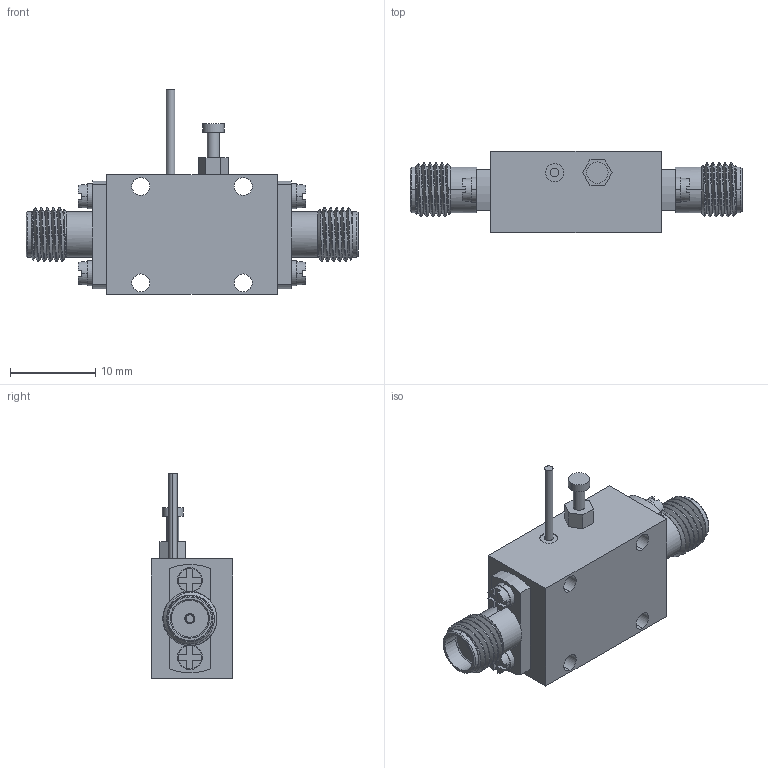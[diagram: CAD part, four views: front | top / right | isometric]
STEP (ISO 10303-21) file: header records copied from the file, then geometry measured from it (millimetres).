
FILE_DESCRIPTION (( 'STEP AP214' ), '1' );
FILE_NAME ('FM82P2004_3D.step', '2023-03-16T18:21:11', ( '' ), ( '' ), 'SwSTEP 2.0', 'SolidWorks 2022', '' );
FILE_SCHEMA (( 'AUTOMOTIVE_DESIGN' ));
Length unit declared in the file: millimetre
Products named in the file (5): FM82P2004_3D; FM82P5024_WASHER; PE45572 ¦ FMCN1622; FM82P5024_SCREW 4-40; FM82P2004_Base Model
Assembly tree (11 placements, depth 2):
  FM82P2004_3D
    FM82P2004_Base Model
    PE45572 ¦ FMCN1622  x2
    FM82P5024_SCREW 4-40  x4
    FM82P5024_WASHER  x4
Bounding box: 38.9 x 9.5 x 24 mm (x, y, z)
Volume: 3080.3 mm3; surface area: 2752.1 mm2
Topology: 23 solids, 23 shells, 849 faces, 2141 edges, 1396 vertices
Faces by surface type: plane 496, cylinder 150, cone 102, bspline 101
Entity records: 21731 total; most frequent: CARTESIAN_POINT 7425, ORIENTED_EDGE 3146, DIRECTION 2219, EDGE_CURVE 1573, VERTEX_POINT 1039, LINE 783, VECTOR 783, AXIS2_PLACEMENT_3D 718
